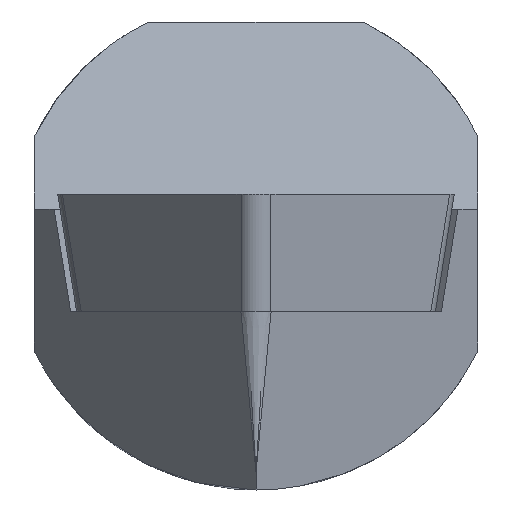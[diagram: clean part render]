
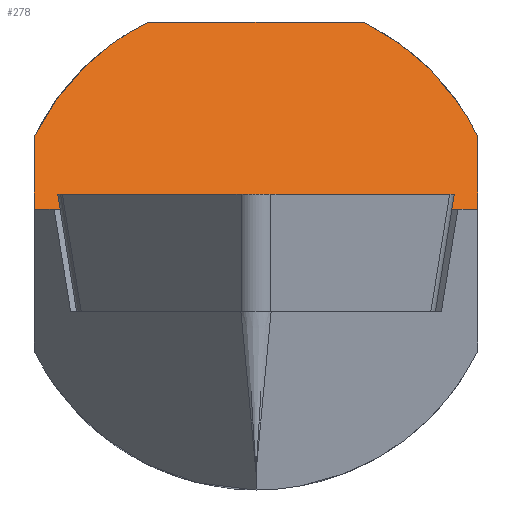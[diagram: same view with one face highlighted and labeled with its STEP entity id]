
A CAD part, left-side view. The second image highlights one B-rep face of the part: STEP entity #278.
In plain terms, the highlighted planar face has unit normal (-0.94, 0, 0.342).
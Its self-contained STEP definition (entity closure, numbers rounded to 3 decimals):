
#256=ELLIPSE('',#704,5.321,5.);
#257=ELLIPSE('',#707,5.321,5.);
#278=ADVANCED_FACE('',(#320),#295,.T.);
#295=PLANE('',#714);
#320=FACE_OUTER_BOUND('',#347,.T.);
#347=EDGE_LOOP('',(#448,#449,#450,#451,#452,#453));
#448=ORIENTED_EDGE('',*,*,#577,.T.);
#449=ORIENTED_EDGE('',*,*,#571,.F.);
#450=ORIENTED_EDGE('',*,*,#560,.F.);
#451=ORIENTED_EDGE('',*,*,#568,.F.);
#452=ORIENTED_EDGE('',*,*,#556,.F.);
#453=ORIENTED_EDGE('',*,*,#575,.F.);
#500=VERTEX_POINT('',#911);
#505=VERTEX_POINT('',#933);
#509=VERTEX_POINT('',#942);
#510=VERTEX_POINT('',#944);
#516=VERTEX_POINT('',#977);
#519=VERTEX_POINT('',#984);
#556=EDGE_CURVE('',#505,#500,#610,.T.);
#560=EDGE_CURVE('',#509,#510,#614,.T.);
#568=EDGE_CURVE('',#500,#509,#618,.T.);
#571=EDGE_CURVE('',#510,#516,#256,.T.);
#575=EDGE_CURVE('',#519,#505,#257,.T.);
#577=EDGE_CURVE('',#519,#516,#623,.T.);
#610=LINE('',#934,#654);
#614=LINE('',#943,#658);
#618=LINE('',#971,#662);
#623=LINE('',#988,#667);
#654=VECTOR('',#784,1.);
#658=VECTOR('',#790,1.);
#662=VECTOR('',#804,1.);
#667=VECTOR('',#823,1.);
#704=AXIS2_PLACEMENT_3D('',#976,#809,#810);
#707=AXIS2_PLACEMENT_3D('',#985,#817,#818);
#714=AXIS2_PLACEMENT_3D('',#1008,#832,#833);
#784=DIRECTION('',(-0.342,0.,-0.94));
#790=DIRECTION('',(0.342,0.,0.94));
#804=DIRECTION('',(0.,1.,0.));
#809=DIRECTION('',(0.94,0.,-0.342));
#810=DIRECTION('',(0.342,0.,0.94));
#817=DIRECTION('',(0.94,0.,-0.342));
#818=DIRECTION('',(0.342,0.,0.94));
#823=DIRECTION('',(0.,1.,0.));
#832=DIRECTION('',(-0.94,0.,0.342));
#833=DIRECTION('',(0.342,0.,0.94));
#911=CARTESIAN_POINT('',(10.,-4.5,0.7));
#933=CARTESIAN_POINT('',(10.538,-4.5,2.179));
#934=CARTESIAN_POINT('',(0.193,-4.5,-26.243));
#942=CARTESIAN_POINT('',(10.,4.5,0.7));
#943=CARTESIAN_POINT('',(-1.953,4.5,-32.141));
#944=CARTESIAN_POINT('',(10.538,4.5,2.179));
#971=CARTESIAN_POINT('',(10.,-6.085,0.7));
#976=CARTESIAN_POINT('',(9.745,0.,0.));
#977=CARTESIAN_POINT('',(11.383,2.179,4.5));
#984=CARTESIAN_POINT('',(11.383,-2.179,4.5));
#985=CARTESIAN_POINT('',(9.745,0.,0.));
#988=CARTESIAN_POINT('',(11.383,-6.085,4.5));
#1008=CARTESIAN_POINT('',(10.,-6.085,0.7));
